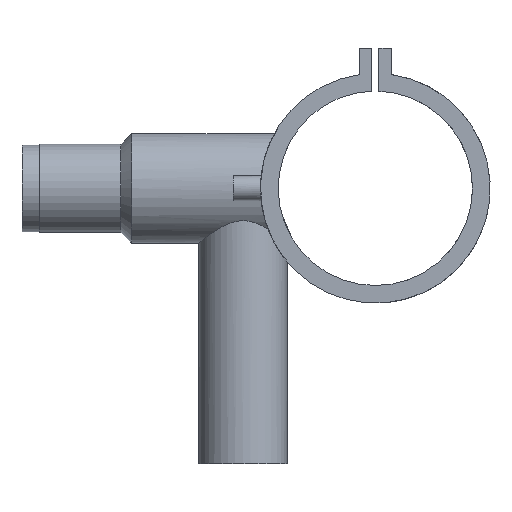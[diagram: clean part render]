
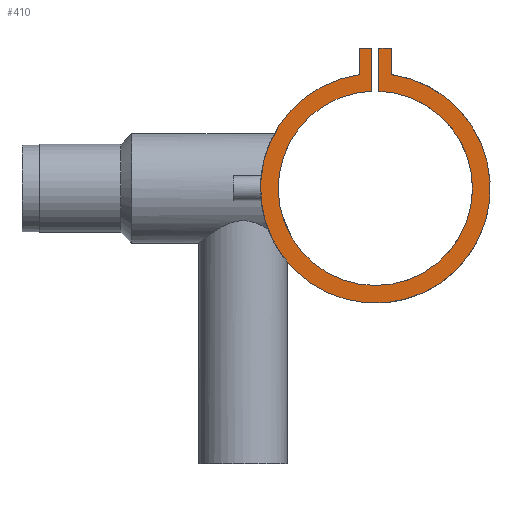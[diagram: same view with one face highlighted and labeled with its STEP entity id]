
A CAD part, left-side view. The second image highlights one B-rep face of the part: STEP entity #410.
In plain terms, the highlighted planar face has unit normal (-1, 0, 0).
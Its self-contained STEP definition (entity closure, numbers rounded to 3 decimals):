
#16 = LINE ( 'NONE', #798, #1331 ) ;
#51 = EDGE_CURVE ( 'NONE', #2116, #451, #774, .T. ) ;
#65 = CARTESIAN_POINT ( 'NONE',  ( -69., 0., 0. ) ) ;
#86 = EDGE_LOOP ( 'NONE', ( #2081, #2437, #2058, #1464, #445, #1634, #634, #1744 ) ) ;
#138 = CARTESIAN_POINT ( 'NONE',  ( -69., -9., 79.374 ) ) ;
#144 = CARTESIAN_POINT ( 'NONE',  ( -69., -9., 79.374 ) ) ;
#154 = CARTESIAN_POINT ( 'NONE',  ( -69., 2., 79.374 ) ) ;
#381 = EDGE_CURVE ( 'NONE', #1671, #1246, #2268, .T. ) ;
#410 = ADVANCED_FACE ( 'NONE', ( #1693 ), #2473, .F. ) ;
#445 = ORIENTED_EDGE ( 'NONE', *, *, #698, .F. ) ;
#451 = VERTEX_POINT ( 'NONE', #1894 ) ;
#507 = CARTESIAN_POINT ( 'NONE',  ( -69., 9., 79.374 ) ) ;
#575 = CARTESIAN_POINT ( 'NONE',  ( -69., 0., 0. ) ) ;
#589 = VECTOR ( 'NONE', #943, 1000. ) ;
#599 = AXIS2_PLACEMENT_3D ( 'NONE', #710, #1496, #2281 ) ;
#624 = AXIS2_PLACEMENT_3D ( 'NONE', #65, #848, #1636 ) ;
#634 = ORIENTED_EDGE ( 'NONE', *, *, #381, .F. ) ;
#698 = EDGE_CURVE ( 'NONE', #2468, #2116, #2207, .T. ) ;
#710 = CARTESIAN_POINT ( 'NONE',  ( -69., 0., 0. ) ) ;
#717 = VERTEX_POINT ( 'NONE', #1175 ) ;
#729 = VECTOR ( 'NONE', #2443, 1000. ) ;
#774 = LINE ( 'NONE', #1561, #1677 ) ;
#798 = CARTESIAN_POINT ( 'NONE',  ( -69., 9., 79.374 ) ) ;
#848 = DIRECTION ( 'NONE',  ( 1., 0., 0. ) ) ;
#871 = LINE ( 'NONE', #1659, #729 ) ;
#917 = EDGE_CURVE ( 'NONE', #451, #1891, #871, .T. ) ;
#925 = DIRECTION ( 'NONE',  ( 0., 0., -1. ) ) ;
#943 = DIRECTION ( 'NONE',  ( 0., 0., -1. ) ) ;
#997 = CARTESIAN_POINT ( 'NONE',  ( -69., 9., 64.374 ) ) ;
#1106 = AXIS2_PLACEMENT_3D ( 'NONE', #575, #1361, #2144 ) ;
#1175 = CARTESIAN_POINT ( 'NONE',  ( -69., -9., 64.374 ) ) ;
#1212 = VECTOR ( 'NONE', #925, 1000. ) ;
#1246 = VERTEX_POINT ( 'NONE', #1622 ) ;
#1291 = DIRECTION ( 'NONE',  ( 0., -1., 0. ) ) ;
#1296 = EDGE_CURVE ( 'NONE', #717, #1725, #1740, .T. ) ;
#1331 = VECTOR ( 'NONE', #1587, 1000. ) ;
#1361 = DIRECTION ( 'NONE',  ( -1., 0., 0. ) ) ;
#1464 = ORIENTED_EDGE ( 'NONE', *, *, #51, .F. ) ;
#1496 = DIRECTION ( 'NONE',  ( 1., 0., 0. ) ) ;
#1561 = CARTESIAN_POINT ( 'NONE',  ( -69., -2., 79.374 ) ) ;
#1587 = DIRECTION ( 'NONE',  ( 0., 0., 1. ) ) ;
#1622 = CARTESIAN_POINT ( 'NONE',  ( -69., 2., 79.374 ) ) ;
#1634 = ORIENTED_EDGE ( 'NONE', *, *, #2239, .F. ) ;
#1636 = DIRECTION ( 'NONE',  ( 0., 0., -1. ) ) ;
#1659 = CARTESIAN_POINT ( 'NONE',  ( -69., -2., 79.374 ) ) ;
#1671 = VERTEX_POINT ( 'NONE', #1798 ) ;
#1677 = VECTOR ( 'NONE', #2343, 1000. ) ;
#1691 = CARTESIAN_POINT ( 'NONE',  ( -69., 2., 54.964 ) ) ;
#1693 = FACE_OUTER_BOUND ( 'NONE', #86, .T. ) ;
#1725 = VERTEX_POINT ( 'NONE', #997 ) ;
#1732 = EDGE_CURVE ( 'NONE', #1725, #1671, #16, .T. ) ;
#1740 = CIRCLE ( 'NONE', #624, 65. ) ;
#1744 = ORIENTED_EDGE ( 'NONE', *, *, #1732, .F. ) ;
#1798 = CARTESIAN_POINT ( 'NONE',  ( -69., 9., 79.374 ) ) ;
#1891 = VERTEX_POINT ( 'NONE', #144 ) ;
#1894 = CARTESIAN_POINT ( 'NONE',  ( -69., -2., 79.374 ) ) ;
#1902 = LINE ( 'NONE', #138, #1212 ) ;
#1921 = LINE ( 'NONE', #154, #589 ) ;
#2058 = ORIENTED_EDGE ( 'NONE', *, *, #917, .F. ) ;
#2081 = ORIENTED_EDGE ( 'NONE', *, *, #1296, .F. ) ;
#2116 = VERTEX_POINT ( 'NONE', #2178 ) ;
#2144 = DIRECTION ( 'NONE',  ( 0., 0., -1. ) ) ;
#2178 = CARTESIAN_POINT ( 'NONE',  ( -69., -2., 54.964 ) ) ;
#2207 = CIRCLE ( 'NONE', #1106, 55. ) ;
#2239 = EDGE_CURVE ( 'NONE', #1246, #2468, #1921, .T. ) ;
#2268 = LINE ( 'NONE', #507, #2493 ) ;
#2281 = DIRECTION ( 'NONE',  ( 0., 0., -1. ) ) ;
#2343 = DIRECTION ( 'NONE',  ( 0., 0., 1. ) ) ;
#2437 = ORIENTED_EDGE ( 'NONE', *, *, #2514, .F. ) ;
#2443 = DIRECTION ( 'NONE',  ( 0., -1., 0. ) ) ;
#2468 = VERTEX_POINT ( 'NONE', #1691 ) ;
#2473 = PLANE ( 'NONE',  #599 ) ;
#2493 = VECTOR ( 'NONE', #1291, 1000. ) ;
#2514 = EDGE_CURVE ( 'NONE', #1891, #717, #1902, .T. ) ;
